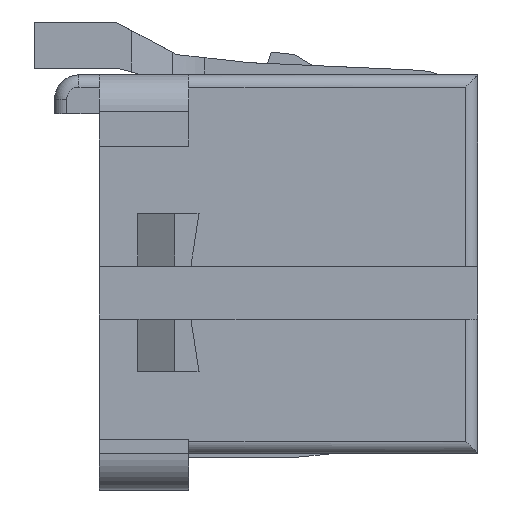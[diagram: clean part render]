
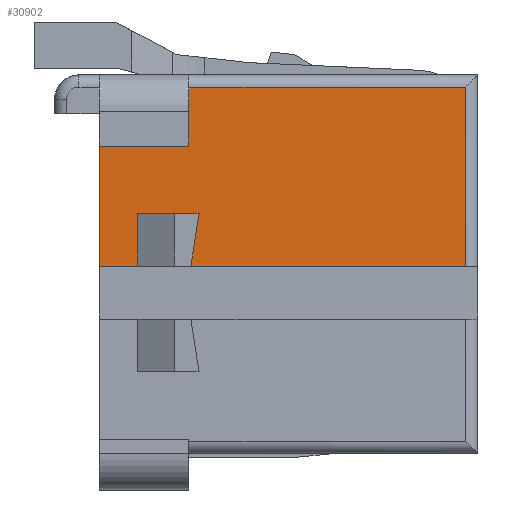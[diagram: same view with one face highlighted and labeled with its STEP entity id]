
A CAD part, left-side view. The second image highlights one B-rep face of the part: STEP entity #30902.
In plain terms, the highlighted planar face has unit normal (-1, 0, 0).
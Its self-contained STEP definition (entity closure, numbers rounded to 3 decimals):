
#6379=DIRECTION('',(0.,1.,0.));
#6380=VECTOR('',#6379,6.75);
#6381=CARTESIAN_POINT('',(-18.8,0.3,0.4));
#6382=LINE('',#6381,#6380);
#6383=DIRECTION('',(0.,-0.152,0.988));
#6384=VECTOR('',#6383,1.315);
#6385=CARTESIAN_POINT('',(-18.8,7.05,0.4));
#6386=LINE('',#6385,#6384);
#6387=DIRECTION('',(0.,1.,0.));
#6388=VECTOR('',#6387,1.5);
#6389=CARTESIAN_POINT('',(-18.8,6.85,1.7));
#6390=LINE('',#6389,#6388);
#6391=DIRECTION('',(0.,0.,-1.));
#6392=VECTOR('',#6391,1.3);
#6393=CARTESIAN_POINT('',(-18.8,8.35,1.7));
#6394=LINE('',#6393,#6392);
#6395=DIRECTION('',(0.,1.,0.));
#6396=VECTOR('',#6395,0.95);
#6397=CARTESIAN_POINT('',(-18.8,8.35,0.4));
#6398=LINE('',#6397,#6396);
#6399=DIRECTION('',(0.,-1.,0.));
#6400=VECTOR('',#6399,2.2);
#6401=CARTESIAN_POINT('',(-18.8,9.3,3.35));
#6402=LINE('',#6401,#6400);
#6403=DIRECTION('',(0.,0.,1.));
#6404=VECTOR('',#6403,1.45);
#6405=CARTESIAN_POINT('',(-18.8,7.1,3.35));
#6406=LINE('',#6405,#6404);
#6440=DIRECTION('',(0.,0.,-1.));
#6441=VECTOR('',#6440,4.4);
#6442=CARTESIAN_POINT('',(-18.8,0.3,4.8));
#6443=LINE('',#6442,#6441);
#7071=DIRECTION('',(0.,0.,-1.));
#7072=VECTOR('',#7071,2.95);
#7073=CARTESIAN_POINT('',(-18.8,9.3,3.35));
#7074=LINE('',#7073,#7072);
#16088=DIRECTION('',(0.,1.,0.));
#16089=VECTOR('',#16088,6.8);
#16090=CARTESIAN_POINT('',(-18.8,0.3,4.8));
#16091=LINE('',#16090,#16089);
#16467=CARTESIAN_POINT('',(-18.8,9.3,3.35));
#16468=VERTEX_POINT('',#16467);
#16469=CARTESIAN_POINT('',(-18.8,9.3,0.4));
#16470=VERTEX_POINT('',#16469);
#16479=CARTESIAN_POINT('',(-18.8,7.1,3.35));
#16480=VERTEX_POINT('',#16479);
#16942=CARTESIAN_POINT('',(-18.8,7.05,0.4));
#16943=CARTESIAN_POINT('',(-18.8,6.85,1.7));
#16944=VERTEX_POINT('',#16942);
#16945=VERTEX_POINT('',#16943);
#16992=CARTESIAN_POINT('',(-18.8,0.3,0.4));
#16993=VERTEX_POINT('',#16992);
#16994=CARTESIAN_POINT('',(-18.8,0.3,4.8));
#16995=VERTEX_POINT('',#16994);
#16996=CARTESIAN_POINT('',(-18.8,7.1,4.8));
#16997=VERTEX_POINT('',#16996);
#17373=CARTESIAN_POINT('',(-18.8,8.35,0.4));
#17375=VERTEX_POINT('',#17373);
#17376=CARTESIAN_POINT('',(-18.8,8.35,1.7));
#17377=VERTEX_POINT('',#17376);
#30876=CARTESIAN_POINT('',(-18.8,0.,5.1));
#30877=DIRECTION('',(1.,0.,0.));
#30878=DIRECTION('',(0.,1.,0.));
#30879=AXIS2_PLACEMENT_3D('',#30876,#30877,#30878);
#30880=PLANE('',#30879);
#30882=ORIENTED_EDGE('',*,*,#30881,.T.);
#30884=ORIENTED_EDGE('',*,*,#30883,.T.);
#30886=ORIENTED_EDGE('',*,*,#30885,.T.);
#30888=ORIENTED_EDGE('',*,*,#30887,.T.);
#30890=ORIENTED_EDGE('',*,*,#30889,.T.);
#30892=ORIENTED_EDGE('',*,*,#30891,.T.);
#30894=ORIENTED_EDGE('',*,*,#30893,.F.);
#30896=ORIENTED_EDGE('',*,*,#30895,.T.);
#30897=ORIENTED_EDGE('',*,*,#21286,.T.);
#30899=ORIENTED_EDGE('',*,*,#30898,.F.);
#30900=EDGE_LOOP('',(#30882,#30884,#30886,#30888,#30890,#30892,#30894,#30896,
#30897,#30899));
#30901=FACE_OUTER_BOUND('',#30900,.F.);
#30902=ADVANCED_FACE('',(#30901),#30880,.F.);
#21286=EDGE_CURVE('',#16480,#16997,#6406,.T.);
#30881=EDGE_CURVE('',#16995,#16993,#6443,.T.);
#30883=EDGE_CURVE('',#16993,#16944,#6382,.T.);
#30885=EDGE_CURVE('',#16944,#16945,#6386,.T.);
#30887=EDGE_CURVE('',#16945,#17377,#6390,.T.);
#30889=EDGE_CURVE('',#17377,#17375,#6394,.T.);
#30891=EDGE_CURVE('',#17375,#16470,#6398,.T.);
#30893=EDGE_CURVE('',#16468,#16470,#7074,.T.);
#30895=EDGE_CURVE('',#16468,#16480,#6402,.T.);
#30898=EDGE_CURVE('',#16995,#16997,#16091,.T.);
